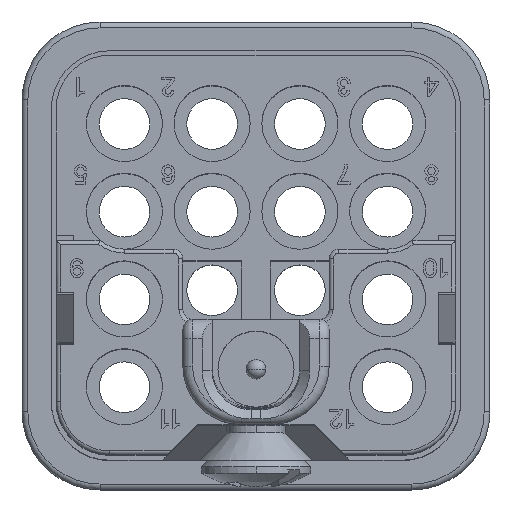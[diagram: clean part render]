
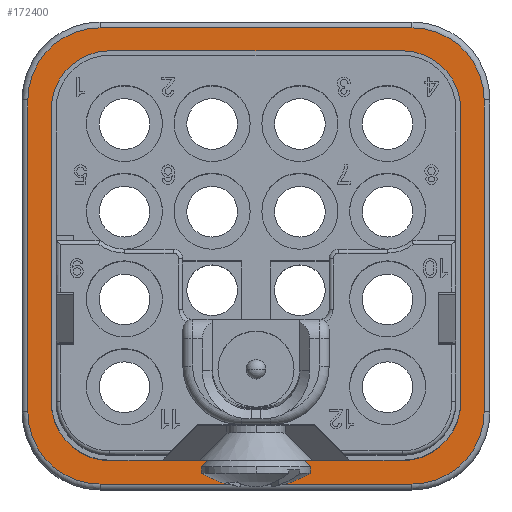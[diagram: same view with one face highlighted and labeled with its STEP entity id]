
A CAD part, top view. The second image highlights one B-rep face of the part: STEP entity #172400.
In plain terms, the highlighted planar face has unit normal (0, 0, 1).
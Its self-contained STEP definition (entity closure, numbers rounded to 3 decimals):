
#74620=CARTESIAN_POINT('',(37.238,28.999,
-5.85));
#74630=VERTEX_POINT('',#74620);
#74660=CARTESIAN_POINT('',(37.238,31.999,
-5.85));
#74670=DIRECTION('',(0.,0.,1.));
#74680=DIRECTION('',(0.,1.,0.));
#74690=AXIS2_PLACEMENT_3D('',#74660,#74670,#74680);
#74700=CIRCLE('',#74690,3.);
#74710=CARTESIAN_POINT('',(34.238,31.999,
-5.85));
#74720=VERTEX_POINT('',#74710);
#74730=EDGE_CURVE('',#74720,#74630,#74700,.T.);
#75030=CARTESIAN_POINT('',(55.238,46.999,
-5.85));
#75040=VERTEX_POINT('',#75030);
#75070=CARTESIAN_POINT('',(55.238,0.,-5.85));
#75080=DIRECTION('',(0.,1.,0.));
#75090=VECTOR('',#75080,1.);
#75100=LINE('',#75070,#75090);
#75110=CARTESIAN_POINT('',(55.238,31.999,
-5.85));
#75120=VERTEX_POINT('',#75110);
#75130=EDGE_CURVE('',#75120,#75040,#75100,.T.);
#83280=CARTESIAN_POINT('',(34.238,46.999,
-5.85));
#83290=VERTEX_POINT('',#83280);
#83320=CARTESIAN_POINT('',(37.238,46.999,
-5.85));
#83330=DIRECTION('',(0.,0.,1.));
#83340=DIRECTION('',(0.,1.,0.));
#83350=AXIS2_PLACEMENT_3D('',#83320,#83330,#83340);
#83360=CIRCLE('',#83350,3.);
#83370=CARTESIAN_POINT('',(37.238,49.999,
-5.85));
#83380=VERTEX_POINT('',#83370);
#83390=EDGE_CURVE('',#83380,#83290,#83360,.T.);
#85040=CARTESIAN_POINT('',(34.238,0.,-5.85));
#85050=DIRECTION('',(0.,-1.,0.));
#85060=VECTOR('',#85050,1.);
#85070=LINE('',#85040,#85060);
#85080=EDGE_CURVE('',#83290,#74720,#85070,.T.);
#124970=CARTESIAN_POINT('',(52.238,31.999,
-5.85));
#124980=DIRECTION('',(0.,0.,1.));
#124990=DIRECTION('',(0.,1.,0.));
#125000=AXIS2_PLACEMENT_3D('',#124970,#124980,#124990);
#125010=CIRCLE('',#125000,3.);
#125020=CARTESIAN_POINT('',(52.238,28.999,
-5.85));
#125030=VERTEX_POINT('',#125020);
#125040=EDGE_CURVE('',#125030,#75120,#125010,.T.);
#139190=CARTESIAN_POINT('',(0.,49.999,-5.85));
#139200=DIRECTION('',(-1.,0.,0.));
#139210=VECTOR('',#139200,1.);
#139220=LINE('',#139190,#139210);
#139230=CARTESIAN_POINT('',(52.238,49.999,
-5.85));
#139240=VERTEX_POINT('',#139230);
#139250=EDGE_CURVE('',#139240,#83380,#139220,.T.);
#140440=CARTESIAN_POINT('',(0.,28.999,-5.85));
#140450=DIRECTION('',(1.,0.,0.));
#140460=VECTOR('',#140450,1.);
#140470=LINE('',#140440,#140460);
#140480=EDGE_CURVE('',#74630,#125030,#140470,.T.);
#140590=CARTESIAN_POINT('',(52.238,46.999,
-5.85));
#140600=DIRECTION('',(0.,0.,1.));
#140610=DIRECTION('',(1.,0.,0.));
#140620=AXIS2_PLACEMENT_3D('',#140590,#140600,#140610);
#140630=CIRCLE('',#140620,3.);
#140640=EDGE_CURVE('',#75040,#139240,#140630,.T.);
#171550=CARTESIAN_POINT('',(34.521,34.037,
-5.85));
#171560=DIRECTION('',(0.,0.,-1.));
#171570=DIRECTION('',(-1.,0.,0.));
#171580=AXIS2_PLACEMENT_3D('',#171550,#171560,#171570);
#171590=PLANE('',#171580);
#171600=ORIENTED_EDGE('',*,*,#75130,.F.);
#171610=ORIENTED_EDGE('',*,*,#140640,.F.);
#171620=ORIENTED_EDGE('',*,*,#139250,.F.);
#171630=ORIENTED_EDGE('',*,*,#83390,.F.);
#171640=ORIENTED_EDGE('',*,*,#85080,.F.);
#171650=ORIENTED_EDGE('',*,*,#74730,.F.);
#171660=ORIENTED_EDGE('',*,*,#140480,.F.);
#171670=ORIENTED_EDGE('',*,*,#125040,.F.);
#171680=EDGE_LOOP('',(#171670,#171660,#171650,#171640,#171630,#171620,
#171610,#171600));
#171690=FACE_BOUND('',#171680,.T.);
#171700=CARTESIAN_POINT('',(52.738,31.499,
-5.85));
#171710=DIRECTION('',(0.,0.,-1.));
#171720=DIRECTION('',(-1.,0.,0.));
#171730=AXIS2_PLACEMENT_3D('',#171700,#171710,#171720);
#171740=CIRCLE('',#171730,3.7);
#171750=CARTESIAN_POINT('',(56.438,31.499,
-5.85));
#171760=VERTEX_POINT('',#171750);
#171770=CARTESIAN_POINT('',(52.738,27.799,
-5.85));
#171780=VERTEX_POINT('',#171770);
#171790=EDGE_CURVE('',#171760,#171780,#171740,.T.);
#171800=ORIENTED_EDGE('',*,*,#171790,.F.);
#171810=CARTESIAN_POINT('',(43.269,27.799,
-5.85));
#171820=DIRECTION('',(1.,0.,0.));
#171830=VECTOR('',#171820,1.);
#171840=LINE('',#171810,#171830);
#171850=CARTESIAN_POINT('',(36.738,27.799,
-5.85));
#171860=VERTEX_POINT('',#171850);
#171870=EDGE_CURVE('',#171860,#171780,#171840,.T.);
#171880=ORIENTED_EDGE('',*,*,#171870,.T.);
#171890=CARTESIAN_POINT('',(36.738,31.499,
-5.85));
#171900=DIRECTION('',(0.,0.,-1.));
#171910=DIRECTION('',(-1.,0.,0.));
#171920=AXIS2_PLACEMENT_3D('',#171890,#171900,#171910);
#171930=CIRCLE('',#171920,3.7);
#171940=CARTESIAN_POINT('',(33.038,31.499,
-5.85));
#171950=VERTEX_POINT('',#171940);
#171960=EDGE_CURVE('',#171860,#171950,#171930,.T.);
#171970=ORIENTED_EDGE('',*,*,#171960,.F.);
#171980=CARTESIAN_POINT('',(33.038,48.859,
-5.85));
#171990=DIRECTION('',(0.,-1.,0.));
#172000=VECTOR('',#171990,1.);
#172010=LINE('',#171980,#172000);
#172020=CARTESIAN_POINT('',(33.038,47.499,
-5.85));
#172030=VERTEX_POINT('',#172020);
#172040=EDGE_CURVE('',#172030,#171950,#172010,.T.);
#172050=ORIENTED_EDGE('',*,*,#172040,.T.);
#172060=CARTESIAN_POINT('',(36.738,47.499,
-5.85));
#172070=DIRECTION('',(0.,0.,-1.));
#172080=DIRECTION('',(-1.,0.,0.));
#172090=AXIS2_PLACEMENT_3D('',#172060,#172070,#172080);
#172100=CIRCLE('',#172090,3.7);
#172110=CARTESIAN_POINT('',(36.738,51.199,
-5.85));
#172120=VERTEX_POINT('',#172110);
#172130=EDGE_CURVE('',#172030,#172120,#172100,.T.);
#172140=ORIENTED_EDGE('',*,*,#172130,.F.);
#172150=CARTESIAN_POINT('',(43.269,51.199,
-5.85));
#172160=DIRECTION('',(-1.,0.,0.));
#172170=VECTOR('',#172160,1.);
#172180=LINE('',#172150,#172170);
#172190=CARTESIAN_POINT('',(52.738,51.199,
-5.85));
#172200=VERTEX_POINT('',#172190);
#172210=EDGE_CURVE('',#172200,#172120,#172180,.T.);
#172220=ORIENTED_EDGE('',*,*,#172210,.T.);
#172230=CARTESIAN_POINT('',(52.738,47.499,
-5.85));
#172240=DIRECTION('',(0.,0.,-1.));
#172250=DIRECTION('',(-1.,0.,0.));
#172260=AXIS2_PLACEMENT_3D('',#172230,#172240,#172250);
#172270=CIRCLE('',#172260,3.7);
#172280=CARTESIAN_POINT('',(56.438,47.499,
-5.85));
#172290=VERTEX_POINT('',#172280);
#172300=EDGE_CURVE('',#172200,#172290,#172270,.T.);
#172310=ORIENTED_EDGE('',*,*,#172300,.F.);
#172320=CARTESIAN_POINT('',(56.438,48.859,
-5.85));
#172330=DIRECTION('',(0.,1.,0.));
#172340=VECTOR('',#172330,1.);
#172350=LINE('',#172320,#172340);
#172360=EDGE_CURVE('',#171760,#172290,#172350,.T.);
#172370=ORIENTED_EDGE('',*,*,#172360,.T.);
#172380=EDGE_LOOP('',(#172370,#172310,#172220,#172140,#172050,#171970,
#171880,#171800));
#172390=FACE_OUTER_BOUND('',#172380,.T.);
#172400=ADVANCED_FACE('',(#171690,#172390),#171590,.F.);
